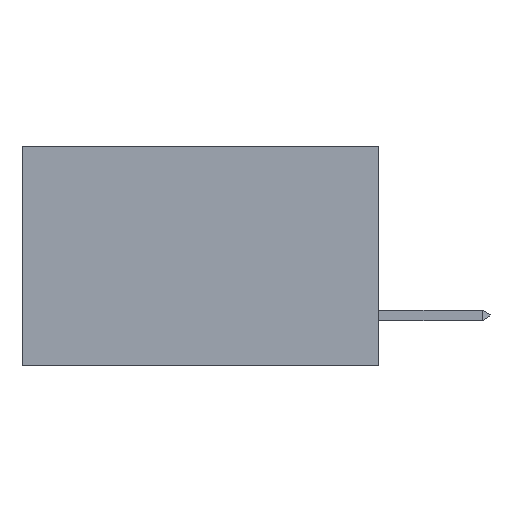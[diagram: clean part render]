
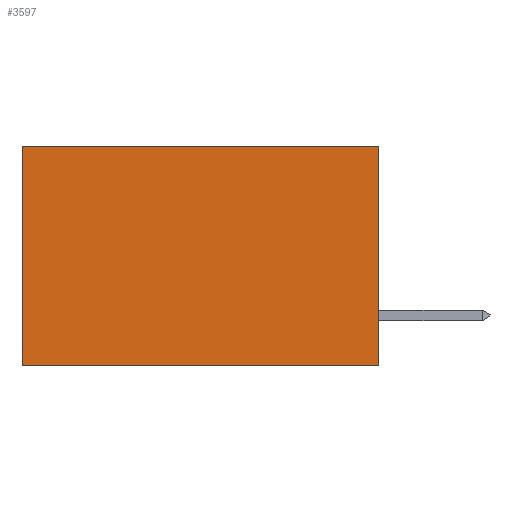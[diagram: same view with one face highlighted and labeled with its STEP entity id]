
A CAD part, left-side view. The second image highlights one B-rep face of the part: STEP entity #3597.
In plain terms, the highlighted planar face has unit normal (-1, 0, 0).
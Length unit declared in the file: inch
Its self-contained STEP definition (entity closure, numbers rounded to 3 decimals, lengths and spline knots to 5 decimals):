
#1538 = VECTOR ( 'NONE', #12782, 39.37008 ) ;
#1994 = VERTEX_POINT ( 'NONE', #7411 ) ;
#2042 = LINE ( 'NONE', #11644, #9741 ) ;
#2862 = LINE ( 'NONE', #16640, #12033 ) ;
#2880 = EDGE_CURVE ( 'NONE', #16245, #12940, #14129, .T. ) ;
#3597 = ADVANCED_FACE ( 'NONE', ( #4616 ), #14083, .F. ) ;
#4445 = CARTESIAN_POINT ( 'NONE',  ( 0.2615, 0., 0. ) ) ;
#4616 = FACE_OUTER_BOUND ( 'NONE', #4833, .T. ) ;
#4833 = EDGE_LOOP ( 'NONE', ( #13882, #11485, #8596, #7253 ) ) ;
#4930 = CARTESIAN_POINT ( 'NONE',  ( 0.2615, 0.6, -0.37 ) ) ;
#5799 = DIRECTION ( 'NONE',  ( 1., 0., 0. ) ) ;
#6732 = CARTESIAN_POINT ( 'NONE',  ( 0.2615, 0.6, 0. ) ) ;
#7253 = ORIENTED_EDGE ( 'NONE', *, *, #2880, .T. ) ;
#7411 = CARTESIAN_POINT ( 'NONE',  ( 0.2615, 0., -0.37 ) ) ;
#7571 = DIRECTION ( 'NONE',  ( 0., 1., 0. ) ) ;
#8596 = ORIENTED_EDGE ( 'NONE', *, *, #12636, .F. ) ;
#9268 = EDGE_CURVE ( 'NONE', #12940, #11231, #15545, .T. ) ;
#9663 = VECTOR ( 'NONE', #11686, 39.37008 ) ;
#9741 = VECTOR ( 'NONE', #7571, 39.37008 ) ;
#10210 = CARTESIAN_POINT ( 'NONE',  ( 0.2615, 0., -0.37 ) ) ;
#11231 = VERTEX_POINT ( 'NONE', #15321 ) ;
#11485 = ORIENTED_EDGE ( 'NONE', *, *, #13918, .F. ) ;
#11644 = CARTESIAN_POINT ( 'NONE',  ( 0.2615, 0., -0.37 ) ) ;
#11686 = DIRECTION ( 'NONE',  ( 0., 0., -1. ) ) ;
#12033 = VECTOR ( 'NONE', #15313, 39.37008 ) ;
#12636 = EDGE_CURVE ( 'NONE', #16245, #1994, #2862, .T. ) ;
#12782 = DIRECTION ( 'NONE',  ( 0., 1., 0. ) ) ;
#12940 = VERTEX_POINT ( 'NONE', #6732 ) ;
#13882 = ORIENTED_EDGE ( 'NONE', *, *, #9268, .T. ) ;
#13918 = EDGE_CURVE ( 'NONE', #1994, #11231, #2042, .T. ) ;
#14083 = PLANE ( 'NONE',  #14558 ) ;
#14129 = LINE ( 'NONE', #15731, #1538 ) ;
#14558 = AXIS2_PLACEMENT_3D ( 'NONE', #10210, #5799, #15683 ) ;
#15313 = DIRECTION ( 'NONE',  ( 0., 0., -1. ) ) ;
#15321 = CARTESIAN_POINT ( 'NONE',  ( 0.2615, 0.6, -0.37 ) ) ;
#15545 = LINE ( 'NONE', #4930, #9663 ) ;
#15683 = DIRECTION ( 'NONE',  ( 0., 0., -1. ) ) ;
#15731 = CARTESIAN_POINT ( 'NONE',  ( 0.2615, 0., 0. ) ) ;
#16245 = VERTEX_POINT ( 'NONE', #4445 ) ;
#16640 = CARTESIAN_POINT ( 'NONE',  ( 0.2615, 0., -0.37 ) ) ;
